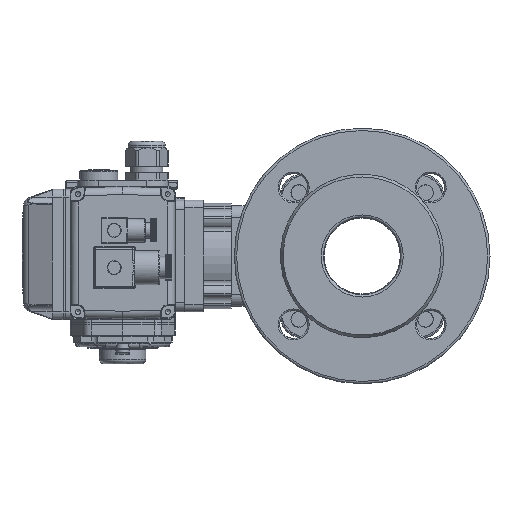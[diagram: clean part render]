
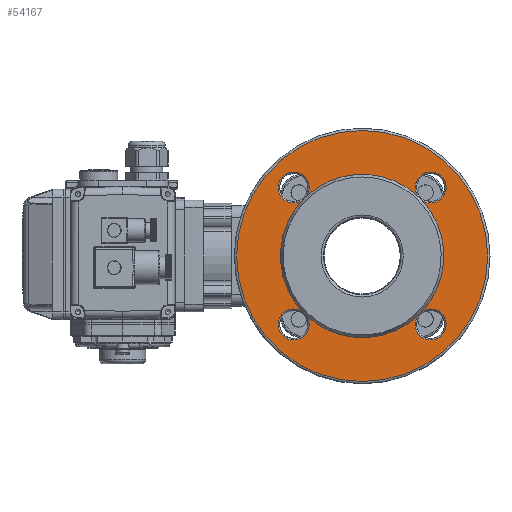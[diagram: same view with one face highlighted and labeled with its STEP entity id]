
A CAD part, left-side view. The second image highlights one B-rep face of the part: STEP entity #54167.
In plain terms, the highlighted planar face has unit normal (-1, 0, 0).
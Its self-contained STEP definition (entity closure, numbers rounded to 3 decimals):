
#1310=PLANE('',#58180);
#13444=ORIENTED_EDGE('',*,*,#29234,.F.);
#13445=ORIENTED_EDGE('',*,*,#29235,.T.);
#13446=ORIENTED_EDGE('',*,*,#29236,.F.);
#13447=ORIENTED_EDGE('',*,*,#29237,.T.);
#13448=ORIENTED_EDGE('',*,*,#29238,.F.);
#13449=ORIENTED_EDGE('',*,*,#29239,.T.);
#13450=ORIENTED_EDGE('',*,*,#29240,.F.);
#13451=ORIENTED_EDGE('',*,*,#29241,.T.);
#13452=ORIENTED_EDGE('',*,*,#29242,.T.);
#29234=EDGE_CURVE('',#37121,#37122,#42124,.T.);
#29235=EDGE_CURVE('',#37121,#37123,#42125,.T.);
#29236=EDGE_CURVE('',#37124,#37123,#42126,.T.);
#29237=EDGE_CURVE('',#37124,#37125,#42127,.T.);
#29238=EDGE_CURVE('',#37126,#37125,#42128,.T.);
#29239=EDGE_CURVE('',#37126,#37127,#42129,.T.);
#29240=EDGE_CURVE('',#37128,#37127,#42130,.T.);
#29241=EDGE_CURVE('',#37128,#37122,#42131,.T.);
#29242=EDGE_CURVE('',#37129,#37129,#42132,.T.);
#37121=VERTEX_POINT('',#84776);
#37122=VERTEX_POINT('',#84777);
#37123=VERTEX_POINT('',#84779);
#37124=VERTEX_POINT('',#84781);
#37125=VERTEX_POINT('',#84783);
#37126=VERTEX_POINT('',#84785);
#37127=VERTEX_POINT('',#84787);
#37128=VERTEX_POINT('',#84789);
#37129=VERTEX_POINT('',#84792);
#42124=CIRCLE('',#58181,52.732);
#42125=CIRCLE('',#58182,10.);
#42126=CIRCLE('',#58183,52.732);
#42127=CIRCLE('',#58184,10.);
#42128=CIRCLE('',#58185,52.732);
#42129=CIRCLE('',#58186,10.);
#42130=CIRCLE('',#58187,52.732);
#42131=CIRCLE('',#58188,10.);
#42132=CIRCLE('',#58189,81.);
#45036=EDGE_LOOP('',(#13444,#13445,#13446,#13447,#13448,#13449,#13450,#13451));
#45037=EDGE_LOOP('',(#13452));
#49042=FACE_BOUND('',#45036,.T.);
#49043=FACE_BOUND('',#45037,.T.);
#54167=ADVANCED_FACE('',(#49042,#49043),#1310,.T.);
#58180=AXIS2_PLACEMENT_3D('',#84774,#64955,#64956);
#58181=AXIS2_PLACEMENT_3D('',#84775,#64957,#64958);
#58182=AXIS2_PLACEMENT_3D('',#84778,#64959,#64960);
#58183=AXIS2_PLACEMENT_3D('',#84780,#64961,#64962);
#58184=AXIS2_PLACEMENT_3D('',#84782,#64963,#64964);
#58185=AXIS2_PLACEMENT_3D('',#84784,#64965,#64966);
#58186=AXIS2_PLACEMENT_3D('',#84786,#64967,#64968);
#58187=AXIS2_PLACEMENT_3D('',#84788,#64969,#64970);
#58188=AXIS2_PLACEMENT_3D('',#84790,#64971,#64972);
#58189=AXIS2_PLACEMENT_3D('',#84791,#64973,#64974);
#64955=DIRECTION('',(-1.,0.,0.));
#64956=DIRECTION('',(0.,0.,1.));
#64957=DIRECTION('',(-1.,0.,0.));
#64958=DIRECTION('',(0.,0.,1.));
#64959=DIRECTION('',(1.,0.,0.));
#64960=DIRECTION('',(0.,0.,1.));
#64961=DIRECTION('',(-1.,0.,0.));
#64962=DIRECTION('',(0.,0.,1.));
#64963=DIRECTION('',(1.,0.,0.));
#64964=DIRECTION('',(0.,0.,1.));
#64965=DIRECTION('',(-1.,0.,0.));
#64966=DIRECTION('',(0.,0.,1.));
#64967=DIRECTION('',(1.,0.,0.));
#64968=DIRECTION('',(0.,0.,1.));
#64969=DIRECTION('',(-1.,0.,0.));
#64970=DIRECTION('',(0.,0.,1.));
#64971=DIRECTION('',(1.,0.,0.));
#64972=DIRECTION('',(0.,0.,1.));
#64973=DIRECTION('',(-1.,0.,0.));
#64974=DIRECTION('',(0.,0.,1.));
#84774=CARTESIAN_POINT('',(-60.,-52.732,0.));
#84775=CARTESIAN_POINT('',(-60.,0.,0.));
#84776=CARTESIAN_POINT('',(-60.,-35.87,38.652));
#84777=CARTESIAN_POINT('',(-60.,35.87,38.652));
#84778=CARTESIAN_POINT('',(-60.,-44.194,44.194));
#84779=CARTESIAN_POINT('',(-60.,-38.652,35.87));
#84780=CARTESIAN_POINT('',(-60.,0.,0.));
#84781=CARTESIAN_POINT('',(-60.,-38.652,-35.87));
#84782=CARTESIAN_POINT('',(-60.,-44.194,-44.194));
#84783=CARTESIAN_POINT('',(-60.,-35.87,-38.652));
#84784=CARTESIAN_POINT('',(-60.,0.,0.));
#84785=CARTESIAN_POINT('',(-60.,35.87,-38.652));
#84786=CARTESIAN_POINT('',(-60.,44.194,-44.194));
#84787=CARTESIAN_POINT('',(-60.,38.652,-35.87));
#84788=CARTESIAN_POINT('',(-60.,0.,0.));
#84789=CARTESIAN_POINT('',(-60.,38.652,35.87));
#84790=CARTESIAN_POINT('',(-60.,44.194,44.194));
#84791=CARTESIAN_POINT('',(-60.,0.,0.));
#84792=CARTESIAN_POINT('',(-60.,0.,81.));
